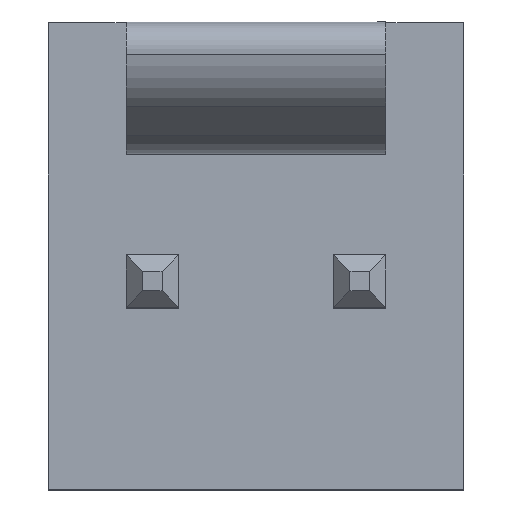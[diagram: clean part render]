
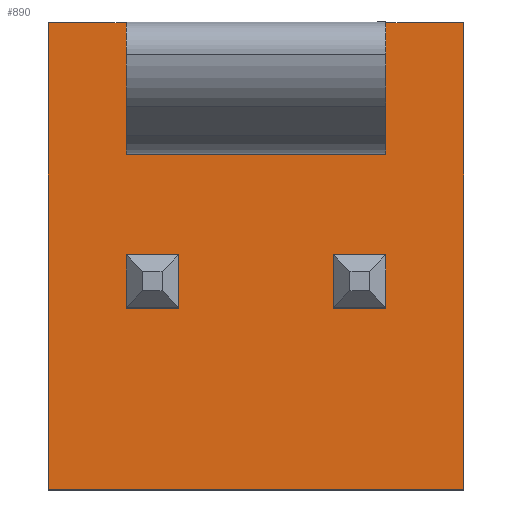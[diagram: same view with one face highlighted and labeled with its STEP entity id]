
A CAD part, top view. The second image highlights one B-rep face of the part: STEP entity #890.
In plain terms, the highlighted planar face has unit normal (0, 0, 1).
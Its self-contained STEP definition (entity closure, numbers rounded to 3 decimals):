
#13=FACE_BOUND('',#136,.T.);
#14=FACE_BOUND('',#137,.T.);
#84=FACE_OUTER_BOUND('',#135,.T.);
#135=EDGE_LOOP('',(#766,#767,#768,#769,#770,#771,#772,#773));
#136=EDGE_LOOP('',(#774,#775,#776,#777));
#137=EDGE_LOOP('',(#778,#779,#780,#781));
#202=LINE('',#1338,#313);
#212=LINE('',#1363,#323);
#214=LINE('',#1367,#325);
#217=LINE('',#1375,#328);
#220=LINE('',#1381,#331);
#223=LINE('',#1387,#334);
#226=LINE('',#1391,#337);
#229=LINE('',#1399,#340);
#232=LINE('',#1405,#343);
#235=LINE('',#1411,#346);
#238=LINE('',#1415,#349);
#241=LINE('',#1423,#352);
#243=LINE('',#1427,#354);
#246=LINE('',#1431,#357);
#248=LINE('',#1436,#359);
#251=LINE('',#1440,#362);
#313=VECTOR('',#1100,10.);
#323=VECTOR('',#1128,10.);
#325=VECTOR('',#1132,10.);
#328=VECTOR('',#1137,10.);
#331=VECTOR('',#1142,10.);
#334=VECTOR('',#1147,10.);
#337=VECTOR('',#1152,10.);
#340=VECTOR('',#1157,10.);
#343=VECTOR('',#1162,10.);
#346=VECTOR('',#1167,10.);
#349=VECTOR('',#1172,10.);
#352=VECTOR('',#1177,10.);
#354=VECTOR('',#1181,10.);
#357=VECTOR('',#1184,10.);
#359=VECTOR('',#1188,10.);
#362=VECTOR('',#1193,10.);
#404=VERTEX_POINT('',#1335);
#405=VERTEX_POINT('',#1337);
#411=VERTEX_POINT('',#1361);
#412=VERTEX_POINT('',#1365);
#415=VERTEX_POINT('',#1372);
#416=VERTEX_POINT('',#1374);
#418=VERTEX_POINT('',#1380);
#420=VERTEX_POINT('',#1386);
#423=VERTEX_POINT('',#1396);
#424=VERTEX_POINT('',#1398);
#426=VERTEX_POINT('',#1404);
#428=VERTEX_POINT('',#1410);
#431=VERTEX_POINT('',#1420);
#432=VERTEX_POINT('',#1422);
#433=VERTEX_POINT('',#1426);
#436=VERTEX_POINT('',#1435);
#503=EDGE_CURVE('',#405,#404,#202,.T.);
#516=EDGE_CURVE('',#404,#411,#212,.T.);
#518=EDGE_CURVE('',#411,#412,#214,.T.);
#521=EDGE_CURVE('',#416,#415,#217,.T.);
#524=EDGE_CURVE('',#418,#416,#220,.T.);
#527=EDGE_CURVE('',#420,#418,#223,.T.);
#530=EDGE_CURVE('',#415,#420,#226,.T.);
#533=EDGE_CURVE('',#424,#423,#229,.T.);
#536=EDGE_CURVE('',#426,#424,#232,.T.);
#539=EDGE_CURVE('',#428,#426,#235,.T.);
#542=EDGE_CURVE('',#423,#428,#238,.T.);
#545=EDGE_CURVE('',#432,#431,#241,.T.);
#547=EDGE_CURVE('',#433,#405,#243,.T.);
#550=EDGE_CURVE('',#412,#432,#246,.T.);
#552=EDGE_CURVE('',#436,#433,#248,.T.);
#555=EDGE_CURVE('',#431,#436,#251,.T.);
#766=ORIENTED_EDGE('',*,*,#518,.T.);
#767=ORIENTED_EDGE('',*,*,#550,.T.);
#768=ORIENTED_EDGE('',*,*,#545,.T.);
#769=ORIENTED_EDGE('',*,*,#555,.T.);
#770=ORIENTED_EDGE('',*,*,#552,.T.);
#771=ORIENTED_EDGE('',*,*,#547,.T.);
#772=ORIENTED_EDGE('',*,*,#503,.T.);
#773=ORIENTED_EDGE('',*,*,#516,.T.);
#774=ORIENTED_EDGE('',*,*,#542,.T.);
#775=ORIENTED_EDGE('',*,*,#539,.T.);
#776=ORIENTED_EDGE('',*,*,#536,.T.);
#777=ORIENTED_EDGE('',*,*,#533,.T.);
#778=ORIENTED_EDGE('',*,*,#530,.T.);
#779=ORIENTED_EDGE('',*,*,#527,.T.);
#780=ORIENTED_EDGE('',*,*,#524,.T.);
#781=ORIENTED_EDGE('',*,*,#521,.T.);
#839=PLANE('',#965);
#890=ADVANCED_FACE('',(#84,#13,#14),#839,.T.);
#965=AXIS2_PLACEMENT_3D('',#1441,#1194,#1195);
#1100=DIRECTION('',(0.,-1.,0.));
#1128=DIRECTION('',(-1.,0.,0.));
#1132=DIRECTION('',(0.,1.,0.));
#1137=DIRECTION('',(0.,-1.,0.));
#1142=DIRECTION('',(1.,0.,0.));
#1147=DIRECTION('',(0.,1.,0.));
#1152=DIRECTION('',(-1.,0.,0.));
#1157=DIRECTION('',(0.,-1.,0.));
#1162=DIRECTION('',(1.,0.,0.));
#1167=DIRECTION('',(0.,1.,0.));
#1172=DIRECTION('',(-1.,0.,0.));
#1177=DIRECTION('',(0.,-1.,0.));
#1181=DIRECTION('',(-1.,0.,0.));
#1184=DIRECTION('',(-1.,0.,0.));
#1188=DIRECTION('',(0.,1.,0.));
#1193=DIRECTION('',(1.,0.,0.));
#1194=DIRECTION('center_axis',(0.,0.,1.));
#1195=DIRECTION('ref_axis',(1.,0.,0.));
#1335=CARTESIAN_POINT('',(2.86,2.425,2.54));
#1337=CARTESIAN_POINT('',(2.86,3.175,2.54));
#1338=CARTESIAN_POINT('',(2.86,1.287,2.54));
#1361=CARTESIAN_POINT('',(-0.32,2.425,2.54));
#1363=CARTESIAN_POINT('',(2.54,2.425,2.54));
#1365=CARTESIAN_POINT('',(-0.32,3.175,2.54));
#1367=CARTESIAN_POINT('',(-0.32,1.286,2.54));
#1372=CARTESIAN_POINT('',(0.32,-0.32,2.54));
#1374=CARTESIAN_POINT('',(0.32,0.32,2.54));
#1375=CARTESIAN_POINT('',(0.32,-0.32,2.54));
#1380=CARTESIAN_POINT('',(-0.32,0.32,2.54));
#1381=CARTESIAN_POINT('',(0.32,0.32,2.54));
#1386=CARTESIAN_POINT('',(-0.32,-0.32,2.54));
#1387=CARTESIAN_POINT('',(-0.32,0.32,2.54));
#1391=CARTESIAN_POINT('',(-0.32,-0.32,2.54));
#1396=CARTESIAN_POINT('',(2.86,-0.32,2.54));
#1398=CARTESIAN_POINT('',(2.86,0.32,2.54));
#1399=CARTESIAN_POINT('',(2.86,-0.32,2.54));
#1404=CARTESIAN_POINT('',(2.22,0.32,2.54));
#1405=CARTESIAN_POINT('',(2.86,0.32,2.54));
#1410=CARTESIAN_POINT('',(2.22,-0.32,2.54));
#1411=CARTESIAN_POINT('',(2.22,0.32,2.54));
#1415=CARTESIAN_POINT('',(2.22,-0.32,2.54));
#1420=CARTESIAN_POINT('',(-1.27,-2.54,2.54));
#1422=CARTESIAN_POINT('',(-1.27,3.175,2.54));
#1423=CARTESIAN_POINT('',(-1.27,-2.54,2.54));
#1426=CARTESIAN_POINT('',(3.81,3.175,2.54));
#1427=CARTESIAN_POINT('',(-1.27,3.175,2.54));
#1431=CARTESIAN_POINT('',(-1.27,3.175,2.54));
#1435=CARTESIAN_POINT('',(3.81,-2.54,2.54));
#1436=CARTESIAN_POINT('',(3.81,3.175,2.54));
#1440=CARTESIAN_POINT('',(3.81,-2.54,2.54));
#1441=CARTESIAN_POINT('Origin',(1.27,0.318,2.54));
